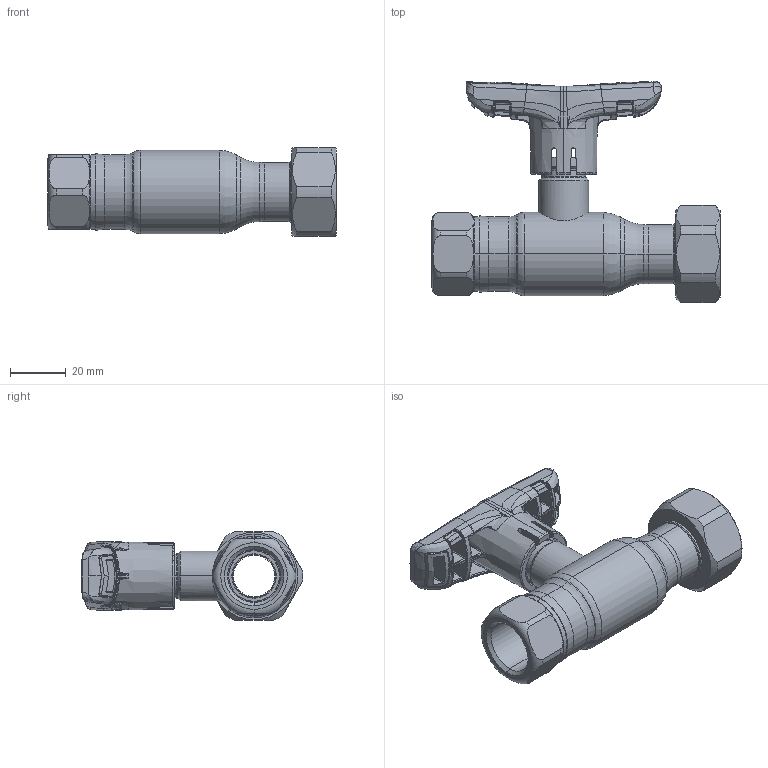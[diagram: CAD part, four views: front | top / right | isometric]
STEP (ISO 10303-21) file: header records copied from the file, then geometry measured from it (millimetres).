
FILE_DESCRIPTION (( 'STEP AP214' ), '1' );
FILE_NAME ('2015002200-0400.step', '2024-01-16T09:13:27', ( '' ), ( '' ), 'SwSTEP 2.0', 'SolidWorks 2021', '' );
FILE_SCHEMA (( 'AUTOMOTIVE_DESIGN' ));
Length unit declared in the file: millimetre
Products named in the file (1): 2015002200-0400
Bounding box: 103.8 x 79.68 x 32 mm (x, y, z)
Surface area: 24172 mm2 (no closed solid volume)
Topology: 0 solids, 9 shells, 796 faces, 2170 edges, 1327 vertices
Faces by surface type: bspline 580, plane 71, cylinder 56, torus 41, cone 31, sphere 17
Entity records: 57456 total; most frequent: CARTESIAN_POINT 33570, ORIENTED_EDGE 3963, EDGE_CURVE 2158, DIRECTION 1720, B_SPLINE_CURVE_WITH_KNOTS 1416, VERTEX_POINT 1323, EDGE_LOOP 808, UNCERTAINTY_MEASURE_WITH_UNIT 798
